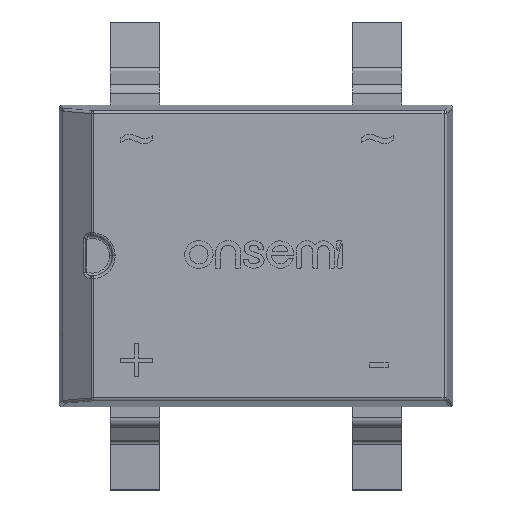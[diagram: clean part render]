
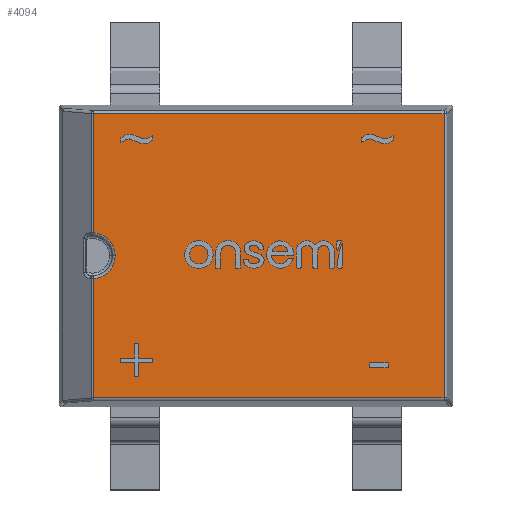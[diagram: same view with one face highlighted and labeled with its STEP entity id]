
A CAD part, top view. The second image highlights one B-rep face of the part: STEP entity #4094.
In plain terms, the highlighted planar face has unit normal (0, 0, 1).
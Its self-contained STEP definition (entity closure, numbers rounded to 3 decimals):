
#112 = ORIENTED_EDGE ( 'NONE', *, *, #1126, .T. ) ;
#352 = DIRECTION ( 'NONE',  ( 1., 0., 0. ) ) ;
#579 = EDGE_CURVE ( 'NONE', #947, #2463, #9545, .T. ) ;
#597 = AXIS2_PLACEMENT_3D ( 'NONE', #3183, #7990, #8783 ) ;
#947 = VERTEX_POINT ( 'NONE', #9059 ) ;
#1126 = EDGE_CURVE ( 'NONE', #6516, #7445, #3920, .T. ) ;
#1256 = DIRECTION ( 'NONE',  ( 1., 0., 0. ) ) ;
#1562 = VERTEX_POINT ( 'NONE', #8038 ) ;
#1564 = CARTESIAN_POINT ( 'NONE',  ( 3.957, 2.992, 1.363 ) ) ;
#1636 = AXIS2_PLACEMENT_3D ( 'NONE', #9629, #7099, #1256 ) ;
#1723 = CARTESIAN_POINT ( 'NONE',  ( 3.957, -2.992, 1.363 ) ) ;
#1774 = CARTESIAN_POINT ( 'NONE',  ( -3.428, 0.485, 1.363 ) ) ;
#2084 = FACE_OUTER_BOUND ( 'NONE', #2402, .T. ) ;
#2156 = VECTOR ( 'NONE', #3063, 1000. ) ;
#2384 = CIRCLE ( 'NONE', #597, 0.485 ) ;
#2402 = EDGE_LOOP ( 'NONE', ( #9037, #10338, #6788, #112, #7486, #10137, #3025 ) ) ;
#2456 = VERTEX_POINT ( 'NONE', #1564 ) ;
#2463 = VERTEX_POINT ( 'NONE', #1774 ) ;
#2929 = DIRECTION ( 'NONE',  ( 0., 0., 1. ) ) ;
#3025 = ORIENTED_EDGE ( 'NONE', *, *, #4248, .T. ) ;
#3063 = DIRECTION ( 'NONE',  ( 0., -1., 0. ) ) ;
#3183 = CARTESIAN_POINT ( 'NONE',  ( -3.449, 0., 1.363 ) ) ;
#3297 = CARTESIAN_POINT ( 'NONE',  ( -3.428, 0., 1.363 ) ) ;
#3626 = AXIS2_PLACEMENT_3D ( 'NONE', #8524, #2929, #352 ) ;
#3759 = EDGE_CURVE ( 'NONE', #1562, #9978, #4500, .T. ) ;
#3826 = LINE ( 'NONE', #8247, #6776 ) ;
#3872 = CARTESIAN_POINT ( 'NONE',  ( -3.428, 0., 1.363 ) ) ;
#3920 = CIRCLE ( 'NONE', #1636, 0.485 ) ;
#4094 = ADVANCED_FACE ( 'NONE', ( #2084 ), #10233, .T. ) ;
#4248 = EDGE_CURVE ( 'NONE', #9978, #2456, #6549, .T. ) ;
#4388 = CARTESIAN_POINT ( 'NONE',  ( -3.428, -0.485, 1.363 ) ) ;
#4500 = LINE ( 'NONE', #4553, #5526 ) ;
#4553 = CARTESIAN_POINT ( 'NONE',  ( 4.011, -2.992, 1.363 ) ) ;
#4845 = DIRECTION ( 'NONE',  ( -1., 0., 0. ) ) ;
#5526 = VECTOR ( 'NONE', #7802, 1000. ) ;
#5663 = CARTESIAN_POINT ( 'NONE',  ( -2.964, 0., 1.363 ) ) ;
#5794 = EDGE_CURVE ( 'NONE', #2456, #947, #3826, .T. ) ;
#5879 = VECTOR ( 'NONE', #7399, 1000. ) ;
#6516 = VERTEX_POINT ( 'NONE', #5663 ) ;
#6549 = LINE ( 'NONE', #10596, #5879 ) ;
#6776 = VECTOR ( 'NONE', #4845, 1000. ) ;
#6788 = ORIENTED_EDGE ( 'NONE', *, *, #10469, .T. ) ;
#7073 = VECTOR ( 'NONE', #7279, 1000. ) ;
#7099 = DIRECTION ( 'NONE',  ( 0., 0., -1. ) ) ;
#7279 = DIRECTION ( 'NONE',  ( 0., -1., 0. ) ) ;
#7399 = DIRECTION ( 'NONE',  ( 0., 1., 0. ) ) ;
#7445 = VERTEX_POINT ( 'NONE', #4388 ) ;
#7486 = ORIENTED_EDGE ( 'NONE', *, *, #10417, .T. ) ;
#7802 = DIRECTION ( 'NONE',  ( 1., 0., 0. ) ) ;
#7990 = DIRECTION ( 'NONE',  ( 0., 0., -1. ) ) ;
#8038 = CARTESIAN_POINT ( 'NONE',  ( -3.428, -2.992, 1.363 ) ) ;
#8247 = CARTESIAN_POINT ( 'NONE',  ( -3.449, 2.992, 1.363 ) ) ;
#8524 = CARTESIAN_POINT ( 'NONE',  ( 0., 0., 1.363 ) ) ;
#8783 = DIRECTION ( 'NONE',  ( 1., 0., 0. ) ) ;
#9021 = LINE ( 'NONE', #3297, #7073 ) ;
#9037 = ORIENTED_EDGE ( 'NONE', *, *, #5794, .T. ) ;
#9059 = CARTESIAN_POINT ( 'NONE',  ( -3.428, 2.992, 1.363 ) ) ;
#9545 = LINE ( 'NONE', #3872, #2156 ) ;
#9629 = CARTESIAN_POINT ( 'NONE',  ( -3.449, 0., 1.363 ) ) ;
#9978 = VERTEX_POINT ( 'NONE', #1723 ) ;
#10137 = ORIENTED_EDGE ( 'NONE', *, *, #3759, .T. ) ;
#10233 = PLANE ( 'NONE',  #3626 ) ;
#10338 = ORIENTED_EDGE ( 'NONE', *, *, #579, .T. ) ;
#10417 = EDGE_CURVE ( 'NONE', #7445, #1562, #9021, .T. ) ;
#10469 = EDGE_CURVE ( 'NONE', #2463, #6516, #2384, .T. ) ;
#10596 = CARTESIAN_POINT ( 'NONE',  ( 3.957, 3.046, 1.363 ) ) ;
